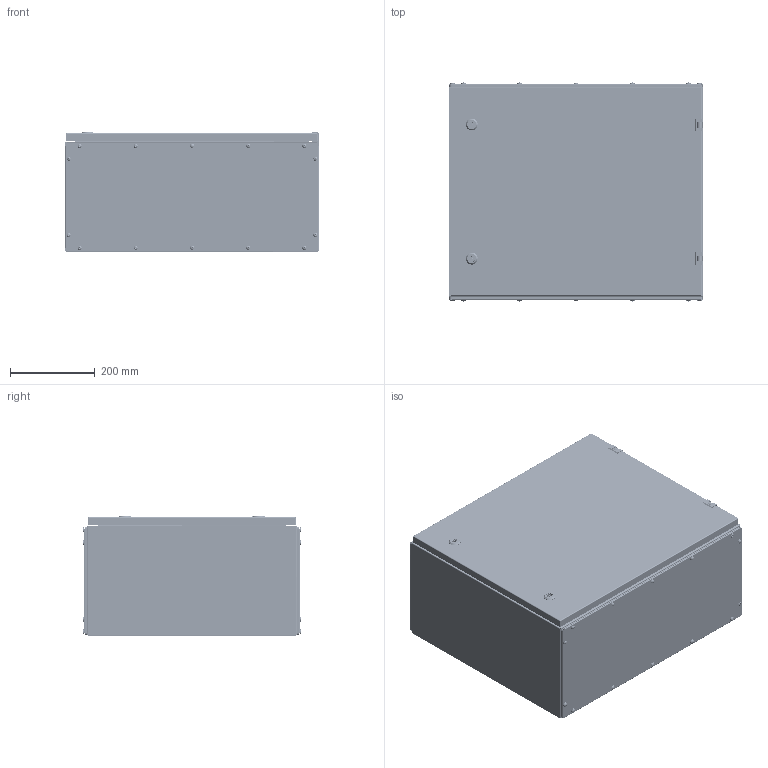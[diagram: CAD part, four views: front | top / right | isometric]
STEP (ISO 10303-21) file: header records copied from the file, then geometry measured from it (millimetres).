
FILE_DESCRIPTION (( 'STEP AP214' ), '1' );
FILE_NAME ('11.060.050.28.STEP', '2024-06-05T04:31:52', ( '' ), ( '' ), 'SwSTEP 2.0', 'SolidWorks 2021', '' );
FILE_SCHEMA (( 'AUTOMOTIVE_DESIGN' ));
Length unit declared in the file: millimetre
Products named in the file (27): 8SJ_MS705_0510.stp; 8SJ_S1B_0001.stp; 8SJ_MS705_0010.stp; Êîðïóñ øêàôà W600H500D280; Øïèëüêà ïðèâàðíàÿ Ì6õ15; Ãàñêåòèíã äâåðè W600H500; Ïåðåìû÷êà êàðêàñà W600; Áîëò Ì6õ10 ñ øåñòèãðàííîé ãîëîâêîé ñ ïðåññøàéáîé; ﾇ瑟鶴 ﾀﾑ ms1000-3M.stp; Äâåðíîå ïîëîòíî W600H500; SW6X8.stp; 11.060.050.28; Êàðêàñ øêàôà W600H500D280; Øïèëüêà ïðèâàðíàÿ Ì6õ10; Ãàéêà M6 DIN6923.step; Øïèëüêà ïðèâàðíàÿ Ì6õ20; Ïðîêëàäêà êðûøêè W600D280; ﾄ粢 ﾑﾁ W600H500; Çàêëåïêà ðåçüáîâàÿ Ì5 øåñòèãðàííàÿ ñ óìåíüøåííûì áîðòîì; 417.650; Ðåéêà H500; 嵑謺麃 檐; 8SJ_MS705_0760.stp; Âèíò DIN 967 Ì5õ16 ñ ïîëóêðóãëîé ãîëîâêîé ñ êðåñòîîáðàçíûì øëèöåì; Çàêëåïêà ðåçüáîâàÿ Ì8 øåñòèãðàííàÿ ñ óìåíüøåííûì áîðòîì; 8SJ_MS705-1_0040.stp; 署赅 W600D280
Assembly tree (104 placements, depth 4):
  11.060.050.28
    Êàðêàñ øêàôà W600H500D280
      Êîðïóñ øêàôà W600H500D280
      Ïåðåìû÷êà êàðêàñà W600  x2
      Øïèëüêà ïðèâàðíàÿ Ì6õ15  x8
      Øïèëüêà ïðèâàðíàÿ Ì6õ20  x4
    署赅 W600D280  x2
    Ïðîêëàäêà êðûøêè W600D280  x2
    ﾄ粢 ﾑﾁ W600H500
      Äâåðíîå ïîëîòíî W600H500
      Ðåéêà H500  x2
      Ãàñêåòèíã äâåðè W600H500
      Øïèëüêà ïðèâàðíàÿ Ì6õ10  x2
      ﾇ瑟鶴 ﾀﾑ ms1000-3M.stp  x2
        8SJ_MS705_0010.stp
        8SJ_MS705_0510.stp
        8SJ_MS705_0760.stp
        8SJ_S1B_0001.stp
        8SJ_MS705-1_0040.stp
        SW6X8.stp
    嵑謺麃 檐  x2
    Áîëò Ì6õ10 ñ øåñòèãðàííîé ãîëîâêîé ñ ïðåññøàéáîé  x2
    Çàêëåïêà ðåçüáîâàÿ Ì5 øåñòèãðàííàÿ ñ óìåíüøåííûì áîðòîì  x28
    Âèíò DIN 967 Ì5õ16 ñ ïîëóêðóãëîé ãîëîâêîé ñ êðåñòîîáðàçíûì øëèöåì  x28
    Çàêëåïêà ðåçüáîâàÿ Ì8 øåñòèãðàííàÿ ñ óìåíüøåííûì áîðòîì  x4
    417.650
    Ãàéêà M6 DIN6923.step  x4
Bounding box: 600 x 515.17 x 284.65 mm (x, y, z)
Volume: 2160137.3 mm3; surface area: 3609768.2 mm2
Topology: 104 solids, 116 shells, 6374 faces, 16114 edges, 10018 vertices
Faces by surface type: plane 2657, cylinder 2242, bspline 689, cone 340, torus 278, sphere 168
Entity records: 88041 total; most frequent: CARTESIAN_POINT 43138, ORIENTED_EDGE 9586, DIRECTION 8104, EDGE_CURVE 4799, VERTEX_POINT 2961, AXIS2_PLACEMENT_3D 2733, VECTOR 2638, LINE 2638
